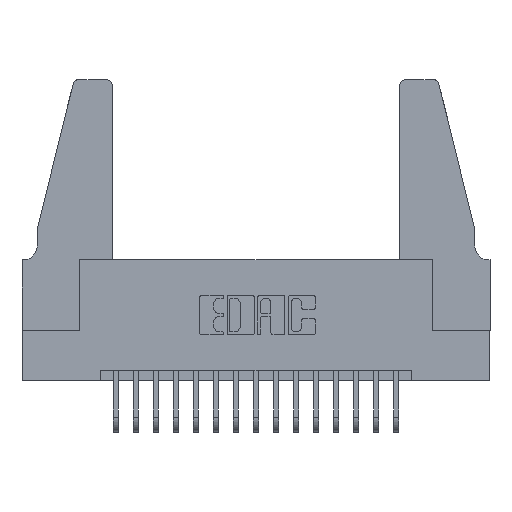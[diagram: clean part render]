
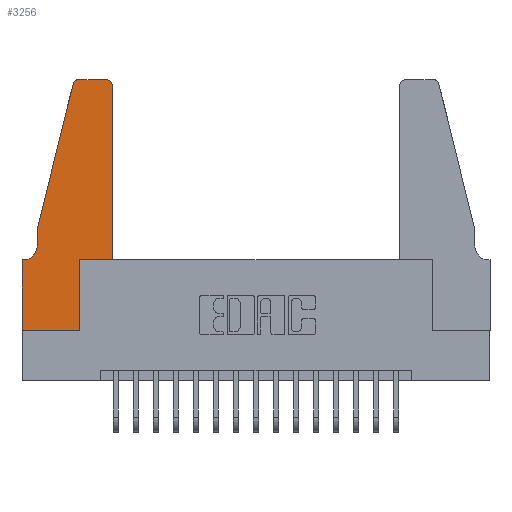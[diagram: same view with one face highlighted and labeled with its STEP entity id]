
A CAD part, top view. The second image highlights one B-rep face of the part: STEP entity #3256.
In plain terms, the highlighted planar face has unit normal (0, 0, 1).
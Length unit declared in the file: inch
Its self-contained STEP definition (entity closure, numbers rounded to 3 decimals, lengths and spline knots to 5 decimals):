
#89 = DIRECTION ( 'NONE',  ( -1., 0., 0. ) ) ;
#209 = CARTESIAN_POINT ( 'NONE',  ( 0., 0., 0.37 ) ) ;
#407 = VERTEX_POINT ( 'NONE', #11622 ) ;
#479 = ORIENTED_EDGE ( 'NONE', *, *, #11558, .T. ) ;
#565 = CARTESIAN_POINT ( 'NONE',  ( 0.0755, 0.42, 0.37 ) ) ;
#715 = VERTEX_POINT ( 'NONE', #565 ) ;
#734 = EDGE_CURVE ( 'NONE', #8810, #9471, #16694, .T. ) ;
#922 = AXIS2_PLACEMENT_3D ( 'NONE', #6530, #5193, #3626 ) ;
#1372 = CARTESIAN_POINT ( 'NONE',  ( 0.0055, 0.35, 0.37 ) ) ;
#1726 = ORIENTED_EDGE ( 'NONE', *, *, #6026, .T. ) ;
#1798 = VERTEX_POINT ( 'NONE', #9777 ) ;
#1966 = VERTEX_POINT ( 'NONE', #5057 ) ;
#2598 = CARTESIAN_POINT ( 'NONE',  ( 0.0055, 0.42, 0.37 ) ) ;
#2708 = EDGE_CURVE ( 'NONE', #16790, #715, #15939, .T. ) ;
#2825 = DIRECTION ( 'NONE',  ( 1., 0., 0. ) ) ;
#3031 = CARTESIAN_POINT ( 'NONE',  ( 0.4505, 0.35, 0.37 ) ) ;
#3067 = CARTESIAN_POINT ( 'NONE',  ( 0.2865, 0.35, 0.37 ) ) ;
#3088 = VERTEX_POINT ( 'NONE', #9917 ) ;
#3256 = ADVANCED_FACE ( 'NONE', ( #5490 ), #6382, .T. ) ;
#3275 = LINE ( 'NONE', #10039, #10939 ) ;
#3307 = VECTOR ( 'NONE', #10754, 39.37008 ) ;
#3626 = DIRECTION ( 'NONE',  ( 1., 0., 0. ) ) ;
#3971 = VERTEX_POINT ( 'NONE', #8569 ) ;
#4695 = VERTEX_POINT ( 'NONE', #3067 ) ;
#4898 = VECTOR ( 'NONE', #9379, 39.37008 ) ;
#4966 = CARTESIAN_POINT ( 'NONE',  ( 0.284, 1.25, 0.37 ) ) ;
#5057 = CARTESIAN_POINT ( 'NONE',  ( 0., 0.35, 0.37 ) ) ;
#5193 = DIRECTION ( 'NONE',  ( 0., 0., 1. ) ) ;
#5490 = FACE_OUTER_BOUND ( 'NONE', #9717, .T. ) ;
#6026 = EDGE_CURVE ( 'NONE', #407, #3971, #13052, .T. ) ;
#6167 = ORIENTED_EDGE ( 'NONE', *, *, #7118, .T. ) ;
#6329 = CARTESIAN_POINT ( 'NONE',  ( 0., 0.35, 0.37 ) ) ;
#6382 = PLANE ( 'NONE',  #16343 ) ;
#6530 = CARTESIAN_POINT ( 'NONE',  ( 0.284, 1.22, 0.37 ) ) ;
#6846 = EDGE_CURVE ( 'NONE', #4695, #8202, #3275, .T. ) ;
#6896 = DIRECTION ( 'NONE',  ( 0., 1., 0. ) ) ;
#7118 = EDGE_CURVE ( 'NONE', #3971, #4695, #12776, .T. ) ;
#7141 = DIRECTION ( 'NONE',  ( -1., 0., 0. ) ) ;
#7300 = ORIENTED_EDGE ( 'NONE', *, *, #734, .T. ) ;
#7427 = EDGE_CURVE ( 'NONE', #715, #16793, #9044, .T. ) ;
#7428 = CARTESIAN_POINT ( 'NONE',  ( 0., 0., 0.37 ) ) ;
#7567 = ORIENTED_EDGE ( 'NONE', *, *, #19055, .T. ) ;
#8202 = VERTEX_POINT ( 'NONE', #3031 ) ;
#8569 = CARTESIAN_POINT ( 'NONE',  ( 0.2865, 0., 0.37 ) ) ;
#8810 = VERTEX_POINT ( 'NONE', #4966 ) ;
#8849 = EDGE_CURVE ( 'NONE', #9471, #16790, #14754, .T. ) ;
#8909 = DIRECTION ( 'NONE',  ( 1., 0., 0. ) ) ;
#8952 = CARTESIAN_POINT ( 'NONE',  ( 0.0755, 0.5, 0.37 ) ) ;
#9044 = CIRCLE ( 'NONE', #15796, 0.07 ) ;
#9370 = DIRECTION ( 'NONE',  ( 0., 0., 1. ) ) ;
#9379 = DIRECTION ( 'NONE',  ( 0., 1., 0. ) ) ;
#9470 = DIRECTION ( 'NONE',  ( 1., 0., 0. ) ) ;
#9471 = VERTEX_POINT ( 'NONE', #17665 ) ;
#9495 = ORIENTED_EDGE ( 'NONE', *, *, #13544, .T. ) ;
#9605 = LINE ( 'NONE', #13269, #3307 ) ;
#9654 = VECTOR ( 'NONE', #89, 39.37008 ) ;
#9717 = EDGE_LOOP ( 'NONE', ( #7567, #7300, #11414, #10476, #10289, #16229, #11120, #1726, #6167, #15559, #9495, #479 ) ) ;
#9777 = CARTESIAN_POINT ( 'NONE',  ( 0.4505, 1.22, 0.37 ) ) ;
#9917 = CARTESIAN_POINT ( 'NONE',  ( 0.4205, 1.25, 0.37 ) ) ;
#9938 = CARTESIAN_POINT ( 'NONE',  ( 0.0755, 0.5, 0.37 ) ) ;
#9948 = VECTOR ( 'NONE', #10490, 39.37008 ) ;
#10003 = DIRECTION ( 'NONE',  ( 0., -1., 0. ) ) ;
#10039 = CARTESIAN_POINT ( 'NONE',  ( 0.4505, 0.35, 0.37 ) ) ;
#10289 = ORIENTED_EDGE ( 'NONE', *, *, #7427, .T. ) ;
#10476 = ORIENTED_EDGE ( 'NONE', *, *, #2708, .T. ) ;
#10490 = DIRECTION ( 'NONE',  ( 0., -1., 0. ) ) ;
#10754 = DIRECTION ( 'NONE',  ( -1., 0., 0. ) ) ;
#10939 = VECTOR ( 'NONE', #2825, 39.37008 ) ;
#11035 = CARTESIAN_POINT ( 'NONE',  ( 0.4205, 1.22, 0.37 ) ) ;
#11120 = ORIENTED_EDGE ( 'NONE', *, *, #13693, .T. ) ;
#11147 = DIRECTION ( 'NONE',  ( 0., 0., 1. ) ) ;
#11414 = ORIENTED_EDGE ( 'NONE', *, *, #8849, .T. ) ;
#11558 = EDGE_CURVE ( 'NONE', #1798, #3088, #14396, .T. ) ;
#11622 = CARTESIAN_POINT ( 'NONE',  ( 0., 0., 0.37 ) ) ;
#11625 = DIRECTION ( 'NONE',  ( 0., 0., -1. ) ) ;
#11747 = LINE ( 'NONE', #13584, #9654 ) ;
#11827 = VECTOR ( 'NONE', #6896, 39.37008 ) ;
#12505 = LINE ( 'NONE', #12746, #11827 ) ;
#12622 = DIRECTION ( 'NONE',  ( -0.239, -0.971, 0. ) ) ;
#12746 = CARTESIAN_POINT ( 'NONE',  ( 0.4505, 0.35, 0.37 ) ) ;
#12749 = CARTESIAN_POINT ( 'NONE',  ( 0.0755, 0.5, 0.37 ) ) ;
#12776 = LINE ( 'NONE', #13607, #4898 ) ;
#12967 = LINE ( 'NONE', #209, #9948 ) ;
#13052 = LINE ( 'NONE', #7428, #14186 ) ;
#13269 = CARTESIAN_POINT ( 'NONE',  ( 0.2605, 1.25, 0.37 ) ) ;
#13544 = EDGE_CURVE ( 'NONE', #8202, #1798, #12505, .T. ) ;
#13584 = CARTESIAN_POINT ( 'NONE',  ( 0.0755, 0.35, 0.37 ) ) ;
#13607 = CARTESIAN_POINT ( 'NONE',  ( 0.2865, 0.35, 0.37 ) ) ;
#13693 = EDGE_CURVE ( 'NONE', #1966, #407, #12967, .T. ) ;
#14186 = VECTOR ( 'NONE', #8909, 39.37008 ) ;
#14396 = CIRCLE ( 'NONE', #17266, 0.03 ) ;
#14754 = LINE ( 'NONE', #12749, #18751 ) ;
#15559 = ORIENTED_EDGE ( 'NONE', *, *, #6846, .T. ) ;
#15796 = AXIS2_PLACEMENT_3D ( 'NONE', #2598, #11625, #7141 ) ;
#15939 = LINE ( 'NONE', #9938, #18990 ) ;
#16229 = ORIENTED_EDGE ( 'NONE', *, *, #17338, .T. ) ;
#16343 = AXIS2_PLACEMENT_3D ( 'NONE', #6329, #9370, #16587 ) ;
#16587 = DIRECTION ( 'NONE',  ( 1., 0., 0. ) ) ;
#16694 = CIRCLE ( 'NONE', #922, 0.03 ) ;
#16790 = VERTEX_POINT ( 'NONE', #8952 ) ;
#16793 = VERTEX_POINT ( 'NONE', #1372 ) ;
#17266 = AXIS2_PLACEMENT_3D ( 'NONE', #11035, #11147, #9470 ) ;
#17338 = EDGE_CURVE ( 'NONE', #16793, #1966, #11747, .T. ) ;
#17665 = CARTESIAN_POINT ( 'NONE',  ( 0.25487, 1.22718, 0.37 ) ) ;
#18751 = VECTOR ( 'NONE', #12622, 39.37008 ) ;
#18990 = VECTOR ( 'NONE', #10003, 39.37008 ) ;
#19055 = EDGE_CURVE ( 'NONE', #3088, #8810, #9605, .T. ) ;
